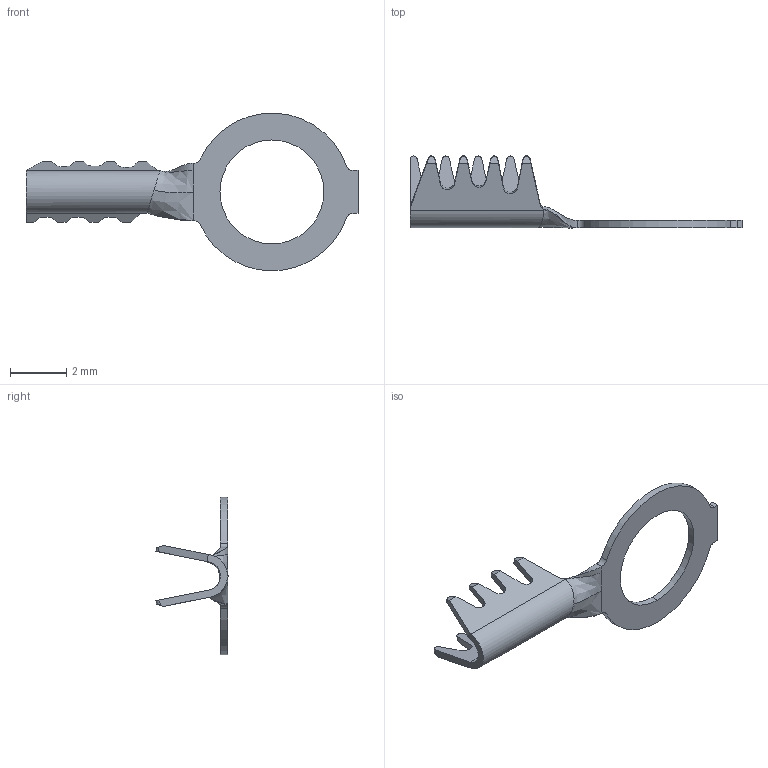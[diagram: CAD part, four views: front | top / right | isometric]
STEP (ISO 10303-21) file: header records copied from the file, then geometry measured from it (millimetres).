
FILE_DESCRIPTION (( 'STEP AP203' ), '1' );
FILE_NAME ('04886.STEP', '2015-02-17T14:38:08', ( '' ), ( '' ), 'SwSTEP 2.0', 'SolidWorks 2014', '' );
FILE_SCHEMA (( 'CONFIG_CONTROL_DESIGN' ));
Length unit declared in the file: inch
Products named in the file (1): 04886
Bounding box: 11.76 x 2.56 x 5.59 mm (x, y, z)
Volume: 9 mm3; surface area: 85.6 mm2
Topology: 1 solids, 1 shells, 80 faces, 221 edges, 143 vertices
Faces by surface type: plane 36, cylinder 34, bspline 10
Entity records: 2950 total; most frequent: CARTESIAN_POINT 889, ORIENTED_EDGE 442, DIRECTION 388, EDGE_CURVE 221, VERTEX_POINT 143, VECTOR 138, LINE 138, AXIS2_PLACEMENT_3D 125
